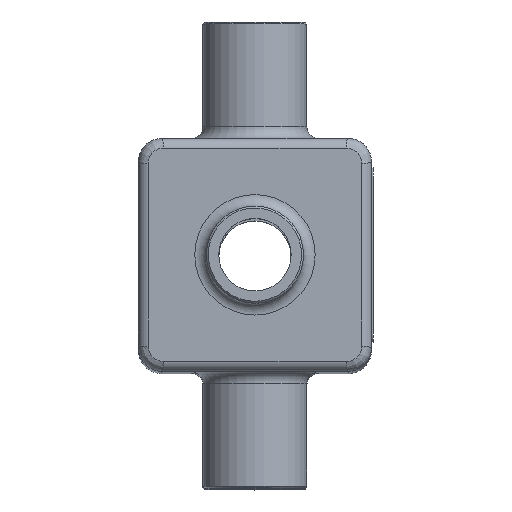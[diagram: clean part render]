
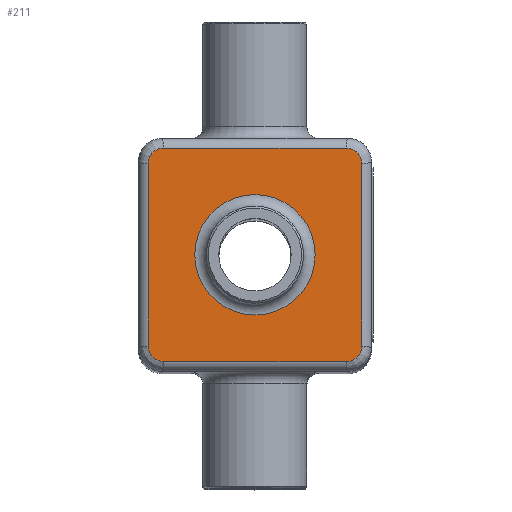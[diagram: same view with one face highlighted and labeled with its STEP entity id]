
A CAD part, top view. The second image highlights one B-rep face of the part: STEP entity #211.
In plain terms, the highlighted planar face has unit normal (0, 0, 1).
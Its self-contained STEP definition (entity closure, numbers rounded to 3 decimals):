
#211=ADVANCED_FACE('',(#2645,#2647),#2649,.T.);
#2645=FACE_BOUND('',#2646,.T.);
#2646=EDGE_LOOP('',(#5069,#5070,#5071,#5072,#5073,#5074,#5075,#5076));
#2647=FACE_BOUND('',#2648,.T.);
#2648=EDGE_LOOP('',(#5077));
#2649=PLANE('',#2650);
#2650=AXIS2_PLACEMENT_3D('',#2651,#2652,#2653);
#2651=CARTESIAN_POINT('',(0.,0.,347.));
#2652=DIRECTION('',(0.,0.,1.));
#2653=DIRECTION('',(1.,0.,0.));
#5069=ORIENTED_EDGE('',*,*,#6493,.F.);
#5070=ORIENTED_EDGE('',*,*,#6636,.F.);
#5071=ORIENTED_EDGE('',*,*,#6640,.F.);
#5072=ORIENTED_EDGE('',*,*,#6641,.F.);
#5073=ORIENTED_EDGE('',*,*,#6642,.F.);
#5074=ORIENTED_EDGE('',*,*,#6643,.F.);
#5075=ORIENTED_EDGE('',*,*,#6644,.F.);
#5076=ORIENTED_EDGE('',*,*,#6645,.F.);
#5077=ORIENTED_EDGE('',*,*,#6646,.F.);
#6493=EDGE_CURVE('',#7123,#7124,#7125,.F.);
#6636=EDGE_CURVE('',#7405,#7123,#7406,.F.);
#6640=EDGE_CURVE('',#7411,#7405,#7412,.F.);
#6641=EDGE_CURVE('',#7413,#7411,#7414,.F.);
#6642=EDGE_CURVE('',#7415,#7413,#7416,.F.);
#6643=EDGE_CURVE('',#7417,#7415,#7418,.F.);
#6644=EDGE_CURVE('',#7419,#7417,#7420,.F.);
#6645=EDGE_CURVE('',#7124,#7419,#7421,.F.);
#6646=EDGE_CURVE('',#7422,#7422,#7423,.T.);
#7123=VERTEX_POINT('',#8282);
#7124=VERTEX_POINT('',#8283);
#7125=LINE('',#8284,#8285);
#7405=VERTEX_POINT('',#9193);
#7406=B_SPLINE_CURVE_WITH_KNOTS('',3,
(#9194,#9195,#9196,#9197,#9198,#9199,#9200,#9201,#9202,#9203,#9204,#9205,#9206,#9207,
#9208,#9209,#9210,#9211,#9212,#9213),
.UNSPECIFIED.,.F.,.F.,
(4,1,1,1,1,1,1,1,1,1,1,1,1,1,1,1,1,4),
(0.,0.032,0.063,0.094,0.136,0.192,
0.266,0.35,0.438,0.522,0.596,
0.664,0.729,0.796,0.857,0.91,
0.956,1.),
.UNSPECIFIED.);
#7411=VERTEX_POINT('',#9263);
#7412=LINE('',#9264,#9265);
#7413=VERTEX_POINT('',#9267);
#7414=B_SPLINE_CURVE_WITH_KNOTS('',3,
(#9268,#9269,#9270,#9271,#9272,#9273,#9274,#9275,#9276,#9277,#9278,#9279,#9280,#9281,
#9282,#9283,#9284,#9285,#9286,#9287),
.UNSPECIFIED.,.F.,.F.,
(4,1,1,1,1,1,1,1,1,1,1,1,1,1,1,1,1,4),
(0.,0.032,0.073,0.125,0.186,0.246,
0.308,0.378,0.458,0.548,0.64,
0.725,0.795,0.853,0.899,0.938,
0.971,1.),
.UNSPECIFIED.);
#7415=VERTEX_POINT('',#9288);
#7416=LINE('',#9289,#9290);
#7417=VERTEX_POINT('',#9292);
#7418=B_SPLINE_CURVE_WITH_KNOTS('',3,
(#9293,#9294,#9295,#9296,#9297,#9298,#9299,#9300,#9301,#9302,#9303,#9304,#9305,#9306,
#9307,#9308,#9309,#9310,#9311,#9312),
.UNSPECIFIED.,.F.,.F.,
(4,1,1,1,1,1,1,1,1,1,1,1,1,1,1,1,1,4),
(0.,0.032,0.063,0.094,0.136,0.192,
0.266,0.35,0.438,0.522,0.596,
0.664,0.729,0.796,0.857,0.91,
0.956,1.),
.UNSPECIFIED.);
#7419=VERTEX_POINT('',#9313);
#7420=LINE('',#9314,#9315);
#7421=B_SPLINE_CURVE_WITH_KNOTS('',3,
(#9317,#9318,#9319,#9320,#9321,#9322,#9323,#9324,#9325,#9326,#9327,#9328,#9329,#9330,
#9331,#9332,#9333,#9334,#9335,#9336),
.UNSPECIFIED.,.F.,.F.,
(4,1,1,1,1,1,1,1,1,1,1,1,1,1,1,1,1,4),
(0.,0.032,0.063,0.094,0.136,0.192,
0.266,0.35,0.438,0.522,0.596,
0.664,0.729,0.796,0.857,0.91,
0.956,1.),
.UNSPECIFIED.);
#7422=VERTEX_POINT('',#9337);
#7423=CIRCLE('',#9338,15.5);
#8282=CARTESIAN_POINT('',(27.5,23.501,347.));
#8283=CARTESIAN_POINT('',(27.5,-23.5,347.));
#8284=CARTESIAN_POINT('',(27.5,-23.5,347.));
#8285=VECTOR('',#8286,1.);
#8286=DIRECTION('',(0.,1.,0.));
#9193=CARTESIAN_POINT('',(23.5,27.5,347.));
#9194=CARTESIAN_POINT('',(27.5,23.501,347.));
#9195=CARTESIAN_POINT('',(27.5,23.568,347.));
#9196=CARTESIAN_POINT('',(27.497,23.7,347.));
#9197=CARTESIAN_POINT('',(27.482,23.897,347.));
#9198=CARTESIAN_POINT('',(27.455,24.113,347.));
#9199=CARTESIAN_POINT('',(27.406,24.378,347.));
#9200=CARTESIAN_POINT('',(27.315,24.726,347.));
#9201=CARTESIAN_POINT('',(27.156,25.147,347.));
#9202=CARTESIAN_POINT('',(26.916,25.605,347.));
#9203=CARTESIAN_POINT('',(26.603,26.043,347.));
#9204=CARTESIAN_POINT('',(26.251,26.418,347.));
#9205=CARTESIAN_POINT('',(25.886,26.721,347.));
#9206=CARTESIAN_POINT('',(25.524,26.959,347.));
#9207=CARTESIAN_POINT('',(25.151,27.151,347.));
#9208=CARTESIAN_POINT('',(24.774,27.299,347.));
#9209=CARTESIAN_POINT('',(24.409,27.401,347.));
#9210=CARTESIAN_POINT('',(24.08,27.462,347.));
#9211=CARTESIAN_POINT('',(23.781,27.493,347.));
#9212=CARTESIAN_POINT('',(23.593,27.5,347.));
#9213=CARTESIAN_POINT('',(23.5,27.5,347.));
#9263=CARTESIAN_POINT('',(-23.501,27.5,347.));
#9264=CARTESIAN_POINT('',(23.5,27.5,347.));
#9265=VECTOR('',#9266,1.);
#9266=DIRECTION('',(-1.,0.,0.));
#9267=CARTESIAN_POINT('',(-27.5,23.5,347.));
#9268=CARTESIAN_POINT('',(-23.501,27.5,347.));
#9269=CARTESIAN_POINT('',(-23.567,27.5,347.));
#9270=CARTESIAN_POINT('',(-23.721,27.496,347.));
#9271=CARTESIAN_POINT('',(-23.981,27.475,347.));
#9272=CARTESIAN_POINT('',(-24.301,27.424,347.));
#9273=CARTESIAN_POINT('',(-24.653,27.337,347.));
#9274=CARTESIAN_POINT('',(-25.016,27.208,347.));
#9275=CARTESIAN_POINT('',(-25.38,27.039,347.));
#9276=CARTESIAN_POINT('',(-25.762,26.81,347.));
#9277=CARTESIAN_POINT('',(-26.161,26.503,347.));
#9278=CARTESIAN_POINT('',(-26.548,26.111,347.));
#9279=CARTESIAN_POINT('',(-26.882,25.66,347.));
#9280=CARTESIAN_POINT('',(-27.13,25.205,347.));
#9281=CARTESIAN_POINT('',(-27.293,24.79,347.));
#9282=CARTESIAN_POINT('',(-27.392,24.44,347.));
#9283=CARTESIAN_POINT('',(-27.45,24.148,347.));
#9284=CARTESIAN_POINT('',(-27.482,23.903,347.));
#9285=CARTESIAN_POINT('',(-27.497,23.692,347.));
#9286=CARTESIAN_POINT('',(-27.5,23.562,347.));
#9287=CARTESIAN_POINT('',(-27.5,23.5,347.));
#9288=CARTESIAN_POINT('',(-27.5,-23.501,347.));
#9289=CARTESIAN_POINT('',(-27.5,23.5,347.));
#9290=VECTOR('',#9291,1.);
#9291=DIRECTION('',(0.,-1.,0.));
#9292=CARTESIAN_POINT('',(-23.5,-27.5,347.));
#9293=CARTESIAN_POINT('',(-27.5,-23.501,347.));
#9294=CARTESIAN_POINT('',(-27.5,-23.568,347.));
#9295=CARTESIAN_POINT('',(-27.497,-23.7,347.));
#9296=CARTESIAN_POINT('',(-27.482,-23.897,347.));
#9297=CARTESIAN_POINT('',(-27.455,-24.113,347.));
#9298=CARTESIAN_POINT('',(-27.406,-24.378,347.));
#9299=CARTESIAN_POINT('',(-27.315,-24.726,347.));
#9300=CARTESIAN_POINT('',(-27.156,-25.147,347.));
#9301=CARTESIAN_POINT('',(-26.916,-25.605,347.));
#9302=CARTESIAN_POINT('',(-26.603,-26.043,347.));
#9303=CARTESIAN_POINT('',(-26.251,-26.418,347.));
#9304=CARTESIAN_POINT('',(-25.886,-26.721,347.));
#9305=CARTESIAN_POINT('',(-25.524,-26.959,347.));
#9306=CARTESIAN_POINT('',(-25.151,-27.151,347.));
#9307=CARTESIAN_POINT('',(-24.774,-27.299,347.));
#9308=CARTESIAN_POINT('',(-24.409,-27.401,347.));
#9309=CARTESIAN_POINT('',(-24.08,-27.462,347.));
#9310=CARTESIAN_POINT('',(-23.781,-27.493,347.));
#9311=CARTESIAN_POINT('',(-23.593,-27.5,347.));
#9312=CARTESIAN_POINT('',(-23.5,-27.5,347.));
#9313=CARTESIAN_POINT('',(23.501,-27.5,347.));
#9314=CARTESIAN_POINT('',(-23.5,-27.5,347.));
#9315=VECTOR('',#9316,1.);
#9316=DIRECTION('',(1.,0.,0.));
#9317=CARTESIAN_POINT('',(23.501,-27.5,347.));
#9318=CARTESIAN_POINT('',(23.568,-27.5,347.));
#9319=CARTESIAN_POINT('',(23.7,-27.497,347.));
#9320=CARTESIAN_POINT('',(23.897,-27.482,347.));
#9321=CARTESIAN_POINT('',(24.113,-27.455,347.));
#9322=CARTESIAN_POINT('',(24.378,-27.406,347.));
#9323=CARTESIAN_POINT('',(24.726,-27.315,347.));
#9324=CARTESIAN_POINT('',(25.147,-27.156,347.));
#9325=CARTESIAN_POINT('',(25.605,-26.916,347.));
#9326=CARTESIAN_POINT('',(26.043,-26.603,347.));
#9327=CARTESIAN_POINT('',(26.418,-26.251,347.));
#9328=CARTESIAN_POINT('',(26.721,-25.886,347.));
#9329=CARTESIAN_POINT('',(26.959,-25.524,347.));
#9330=CARTESIAN_POINT('',(27.151,-25.151,347.));
#9331=CARTESIAN_POINT('',(27.299,-24.774,347.));
#9332=CARTESIAN_POINT('',(27.401,-24.409,347.));
#9333=CARTESIAN_POINT('',(27.462,-24.08,347.));
#9334=CARTESIAN_POINT('',(27.493,-23.781,347.));
#9335=CARTESIAN_POINT('',(27.5,-23.593,347.));
#9336=CARTESIAN_POINT('',(27.5,-23.5,347.));
#9337=CARTESIAN_POINT('',(0.,-15.5,347.));
#9338=AXIS2_PLACEMENT_3D('',#9339,#9340,#9341);
#9339=CARTESIAN_POINT('',(0.,0.,347.));
#9340=DIRECTION('',(0.,0.,1.));
#9341=DIRECTION('',(0.,-1.,0.));
